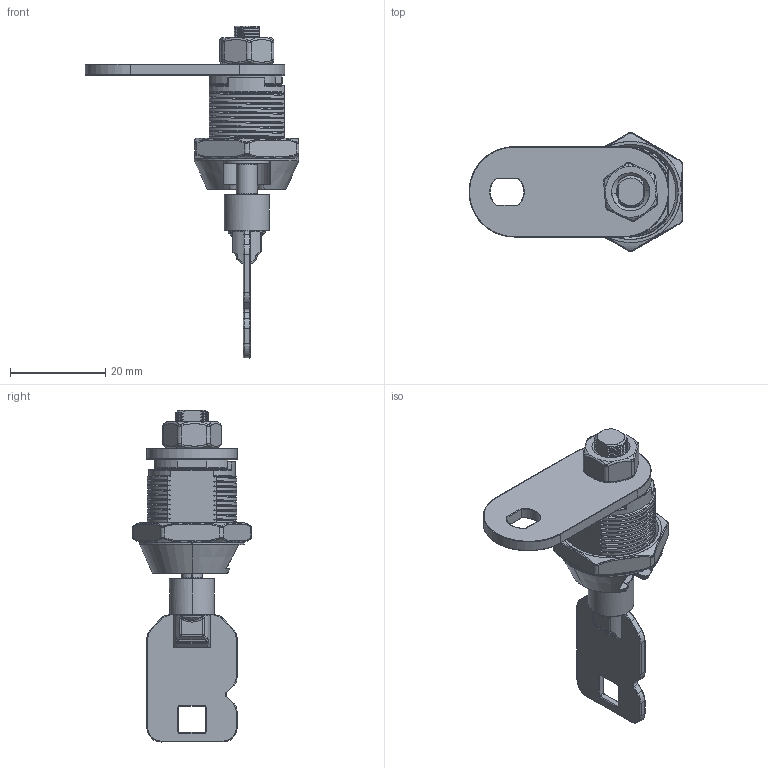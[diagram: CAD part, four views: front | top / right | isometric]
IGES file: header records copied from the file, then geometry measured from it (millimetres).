
Start section: SolidWorks IGES file using analytic representation for surfaces
Global section: file name: MS-8510-S(with Key).IGS,15HSolidWorks; native system: 2010; preprocessor: SolidWorks 2010; author: Administrator; date: 120904.110838; units: millimetre
Bounding box: 45 x 24.98 x 69.83 mm (x, y, z)
Surface area: 9502 mm2 (no closed solid volume)
Topology: 0 solids, 0 shells, 749 faces, 6980 edges, 6960 vertices
Faces by surface type: bspline 460, revolution 289
